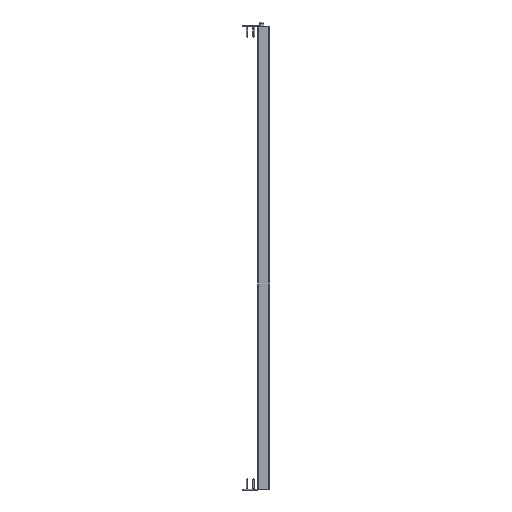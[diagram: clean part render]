
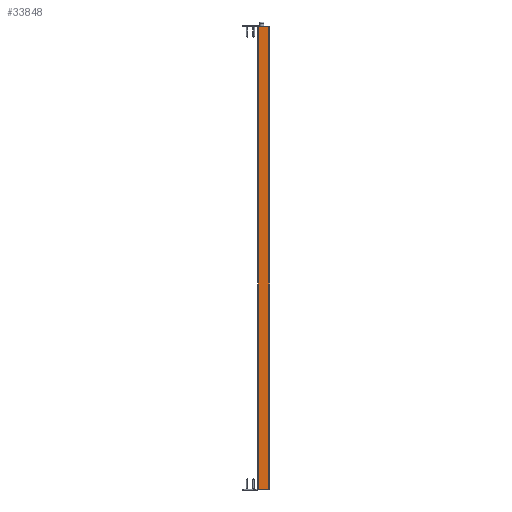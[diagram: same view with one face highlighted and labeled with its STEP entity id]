
A CAD part, left-side view. The second image highlights one B-rep face of the part: STEP entity #33848.
In plain terms, the highlighted planar face has unit normal (-1, 0, 0).
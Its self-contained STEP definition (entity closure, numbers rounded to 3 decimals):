
#401 = ORIENTED_EDGE ( 'NONE', *, *, #11978, .T. ) ;
#2677 = CARTESIAN_POINT ( 'NONE',  ( -10., 0., 0. ) ) ;
#2880 = PLANE ( 'NONE',  #12454 ) ;
#3515 = DIRECTION ( 'NONE',  ( 0., 1., 0. ) ) ;
#3546 = LINE ( 'NONE', #10225, #5131 ) ;
#5102 = VERTEX_POINT ( 'NONE', #5910 ) ;
#5131 = VECTOR ( 'NONE', #23552, 1000. ) ;
#5910 = CARTESIAN_POINT ( 'NONE',  ( -10., -19., 833. ) ) ;
#7023 = CARTESIAN_POINT ( 'NONE',  ( -10., 1., 833. ) ) ;
#8032 = CARTESIAN_POINT ( 'NONE',  ( -10., 0., 833. ) ) ;
#8500 = FACE_OUTER_BOUND ( 'NONE', #13321, .T. ) ;
#10225 = CARTESIAN_POINT ( 'NONE',  ( -10., 1., 0. ) ) ;
#11978 = EDGE_CURVE ( 'NONE', #27460, #33969, #28486, .T. ) ;
#12454 = AXIS2_PLACEMENT_3D ( 'NONE', #29370, #26136, #3515 ) ;
#13321 = EDGE_LOOP ( 'NONE', ( #15125, #401, #40698, #22789 ) ) ;
#14097 = CARTESIAN_POINT ( 'NONE',  ( -10., -19., 833. ) ) ;
#14519 = LINE ( 'NONE', #14097, #32908 ) ;
#15125 = ORIENTED_EDGE ( 'NONE', *, *, #29867, .F. ) ;
#17551 = VERTEX_POINT ( 'NONE', #33834 ) ;
#17954 = EDGE_CURVE ( 'NONE', #33969, #17551, #3546, .T. ) ;
#20337 = DIRECTION ( 'NONE',  ( 0., 0., -1. ) ) ;
#22789 = ORIENTED_EDGE ( 'NONE', *, *, #27730, .F. ) ;
#23552 = DIRECTION ( 'NONE',  ( 0., -1., 0. ) ) ;
#26136 = DIRECTION ( 'NONE',  ( 1., 0., 0. ) ) ;
#27460 = VERTEX_POINT ( 'NONE', #39793 ) ;
#27730 = EDGE_CURVE ( 'NONE', #5102, #17551, #14519, .T. ) ;
#28486 = LINE ( 'NONE', #8032, #31228 ) ;
#29370 = CARTESIAN_POINT ( 'NONE',  ( -10., 1., 833. ) ) ;
#29867 = EDGE_CURVE ( 'NONE', #27460, #5102, #39557, .T. ) ;
#31228 = VECTOR ( 'NONE', #34730, 1000. ) ;
#32908 = VECTOR ( 'NONE', #20337, 1000. ) ;
#33834 = CARTESIAN_POINT ( 'NONE',  ( -10., -19., 0. ) ) ;
#33848 = ADVANCED_FACE ( 'NONE', ( #8500 ), #2880, .F. ) ;
#33969 = VERTEX_POINT ( 'NONE', #2677 ) ;
#34730 = DIRECTION ( 'NONE',  ( 0., 0., -1. ) ) ;
#37149 = DIRECTION ( 'NONE',  ( 0., -1., 0. ) ) ;
#38462 = VECTOR ( 'NONE', #37149, 1000. ) ;
#39557 = LINE ( 'NONE', #7023, #38462 ) ;
#39793 = CARTESIAN_POINT ( 'NONE',  ( -10., 0., 833. ) ) ;
#40698 = ORIENTED_EDGE ( 'NONE', *, *, #17954, .T. ) ;
